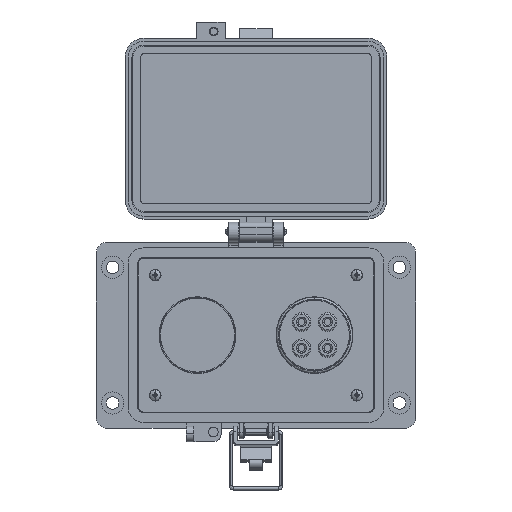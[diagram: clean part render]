
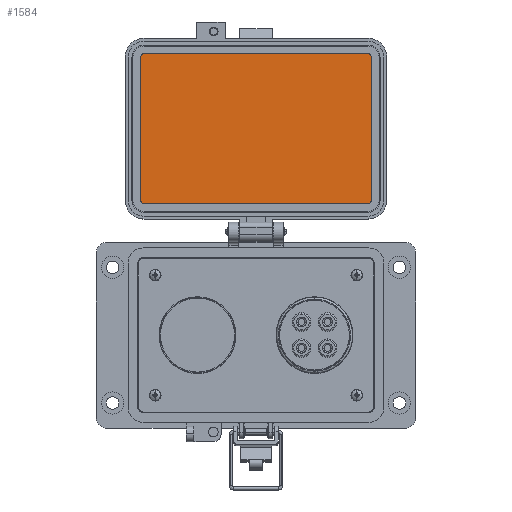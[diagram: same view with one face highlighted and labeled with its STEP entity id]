
A CAD part, top view. The second image highlights one B-rep face of the part: STEP entity #1584.
In plain terms, the highlighted planar face has unit normal (0, 0, 1).
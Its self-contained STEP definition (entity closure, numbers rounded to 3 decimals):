
#194 = ORIENTED_EDGE ( 'NONE', *, *, #96807, .F. ) ;
#1563 = CARTESIAN_POINT ( 'NONE',  ( 57.717, 145.119, 8.694 ) ) ;
#1584 = ADVANCED_FACE ( 'NONE', ( #76570 ), #65995, .T. ) ;
#4436 = CARTESIAN_POINT ( 'NONE',  ( -57.72, 69.55, 8.694 ) ) ;
#6157 = CARTESIAN_POINT ( 'NONE',  ( -59.505, 69.55, 8.694 ) ) ;
#9770 = VERTEX_POINT ( 'NONE', #78988 ) ;
#12213 = CARTESIAN_POINT ( 'NONE',  ( 59.502, 69.55, 8.694 ) ) ;
#17233 = ORIENTED_EDGE ( 'NONE', *, *, #44902, .F. ) ;
#21251 = DIRECTION ( 'NONE',  ( 0., 0., -1. ) ) ;
#21521 = DIRECTION ( 'NONE',  ( 0., -1., 0. ) ) ;
#22936 = CARTESIAN_POINT ( 'NONE',  ( -30.745, 145.119, 8.694 ) ) ;
#23806 = VERTEX_POINT ( 'NONE', #103354 ) ;
#25731 = DIRECTION ( 'NONE',  ( 0., 0., -1. ) ) ;
#27710 = DIRECTION ( 'NONE',  ( 0., 0., -1. ) ) ;
#28856 = CARTESIAN_POINT ( 'NONE',  ( 57.717, 145.119, 8.694 ) ) ;
#29208 = CIRCLE ( 'NONE', #114899, 1.785 ) ;
#30585 = ORIENTED_EDGE ( 'NONE', *, *, #131301, .F. ) ;
#30977 = CARTESIAN_POINT ( 'NONE',  ( 57.717, 69.55, 8.694 ) ) ;
#33080 = DIRECTION ( 'NONE',  ( 0., -1., 0. ) ) ;
#33928 = EDGE_CURVE ( 'NONE', #23806, #134757, #29208, .T. ) ;
#37159 = EDGE_CURVE ( 'NONE', #66242, #45494, #62345, .T. ) ;
#38447 = CARTESIAN_POINT ( 'NONE',  ( 59.502, 69.55, 8.694 ) ) ;
#40696 = ORIENTED_EDGE ( 'NONE', *, *, #33928, .F. ) ;
#42708 = DIRECTION ( 'NONE',  ( 0., 0., 1. ) ) ;
#44902 = EDGE_CURVE ( 'NONE', #45494, #102109, #92025, .T. ) ;
#45494 = VERTEX_POINT ( 'NONE', #28856 ) ;
#45683 = LINE ( 'NONE', #79515, #52205 ) ;
#47090 = DIRECTION ( 'NONE',  ( 0., 1., 0. ) ) ;
#52205 = VECTOR ( 'NONE', #47090, 1000. ) ;
#53044 = CARTESIAN_POINT ( 'NONE',  ( -57.72, 143.334, 8.694 ) ) ;
#55612 = VERTEX_POINT ( 'NONE', #12213 ) ;
#55888 = CARTESIAN_POINT ( 'NONE',  ( -57.72, 145.119, 8.694 ) ) ;
#60336 = LINE ( 'NONE', #38447, #125061 ) ;
#61024 = DIRECTION ( 'NONE',  ( 0., -1., 0. ) ) ;
#62297 = AXIS2_PLACEMENT_3D ( 'NONE', #30977, #63449, #33080 ) ;
#62345 = LINE ( 'NONE', #1563, #92641 ) ;
#63449 = DIRECTION ( 'NONE',  ( 0., 0., -1. ) ) ;
#64331 = DIRECTION ( 'NONE',  ( 0., -1., 0. ) ) ;
#65973 = EDGE_CURVE ( 'NONE', #9770, #23806, #118283, .T. ) ;
#65995 = PLANE ( 'NONE',  #91117 ) ;
#66242 = VERTEX_POINT ( 'NONE', #55888 ) ;
#66815 = ORIENTED_EDGE ( 'NONE', *, *, #65973, .F. ) ;
#76570 = FACE_OUTER_BOUND ( 'NONE', #132993, .T. ) ;
#78988 = CARTESIAN_POINT ( 'NONE',  ( 57.717, 67.765, 8.694 ) ) ;
#79515 = CARTESIAN_POINT ( 'NONE',  ( -59.505, 143.334, 8.694 ) ) ;
#87242 = DIRECTION ( 'NONE',  ( -1., 0., 0. ) ) ;
#91117 = AXIS2_PLACEMENT_3D ( 'NONE', #22936, #42708, #21521 ) ;
#92025 = CIRCLE ( 'NONE', #118999, 1.785 ) ;
#92641 = VECTOR ( 'NONE', #119412, 1000. ) ;
#92856 = EDGE_CURVE ( 'NONE', #104447, #66242, #126162, .T. ) ;
#94522 = AXIS2_PLACEMENT_3D ( 'NONE', #53044, #21251, #64331 ) ;
#96107 = CARTESIAN_POINT ( 'NONE',  ( 59.502, 143.334, 8.694 ) ) ;
#96807 = EDGE_CURVE ( 'NONE', #134757, #104447, #45683, .T. ) ;
#99876 = ORIENTED_EDGE ( 'NONE', *, *, #138532, .F. ) ;
#102109 = VERTEX_POINT ( 'NONE', #96107 ) ;
#103354 = CARTESIAN_POINT ( 'NONE',  ( -57.72, 67.765, 8.694 ) ) ;
#104447 = VERTEX_POINT ( 'NONE', #127392 ) ;
#112384 = DIRECTION ( 'NONE',  ( 0., -1., 0. ) ) ;
#112466 = DIRECTION ( 'NONE',  ( 0., -1., 0. ) ) ;
#114899 = AXIS2_PLACEMENT_3D ( 'NONE', #4436, #27710, #112384 ) ;
#116164 = ORIENTED_EDGE ( 'NONE', *, *, #37159, .F. ) ;
#118283 = LINE ( 'NONE', #128195, #129286 ) ;
#118999 = AXIS2_PLACEMENT_3D ( 'NONE', #123773, #25731, #112466 ) ;
#119412 = DIRECTION ( 'NONE',  ( 1., 0., 0. ) ) ;
#121785 = ORIENTED_EDGE ( 'NONE', *, *, #92856, .F. ) ;
#123151 = CIRCLE ( 'NONE', #62297, 1.785 ) ;
#123773 = CARTESIAN_POINT ( 'NONE',  ( 57.717, 143.334, 8.694 ) ) ;
#125061 = VECTOR ( 'NONE', #61024, 1000. ) ;
#126162 = CIRCLE ( 'NONE', #94522, 1.785 ) ;
#127392 = CARTESIAN_POINT ( 'NONE',  ( -59.505, 143.334, 8.694 ) ) ;
#128195 = CARTESIAN_POINT ( 'NONE',  ( -57.72, 67.765, 8.694 ) ) ;
#129286 = VECTOR ( 'NONE', #87242, 1000. ) ;
#131301 = EDGE_CURVE ( 'NONE', #102109, #55612, #60336, .T. ) ;
#132993 = EDGE_LOOP ( 'NONE', ( #121785, #194, #40696, #66815, #99876, #30585, #17233, #116164 ) ) ;
#134757 = VERTEX_POINT ( 'NONE', #6157 ) ;
#138532 = EDGE_CURVE ( 'NONE', #55612, #9770, #123151, .T. ) ;
